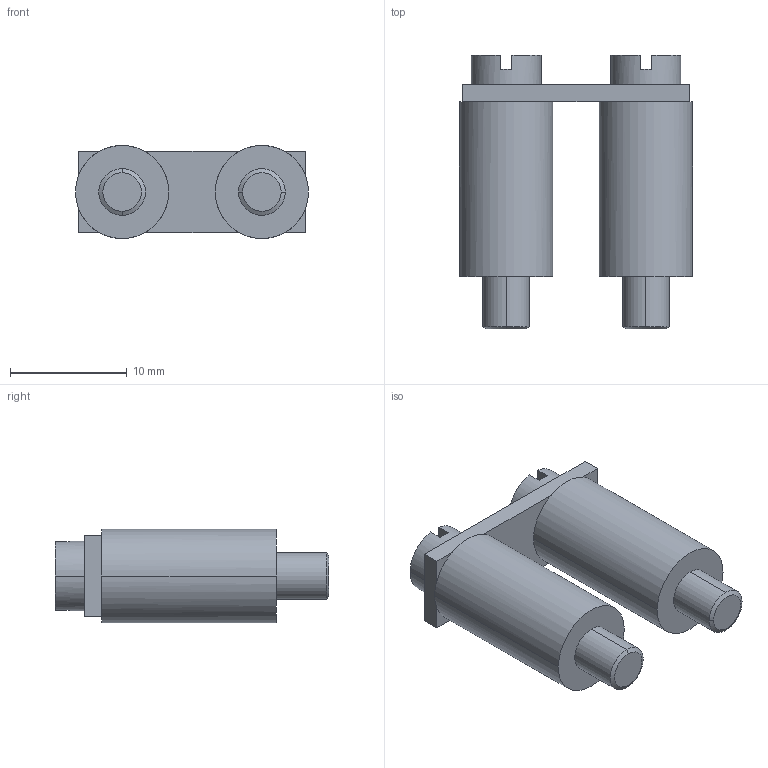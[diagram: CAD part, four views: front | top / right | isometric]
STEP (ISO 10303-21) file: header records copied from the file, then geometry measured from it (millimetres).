
FILE_DESCRIPTION((''),'2;1');
FILE_NAME('POF53_ASM','2022-09-21T13:54:02',('klemen.sitar'),('Audax d.o.o.'),'CREO PARAMETRIC BY PTC INC, 2021304','CREO PARAMETRIC BY PTC INC, 2021304','');
FILE_SCHEMA(('AP242_MANAGED_MODEL_BASED_3D_ENGINEERING_MIM_LF { 1 0 10303 442 1 1 4 }'));
Length unit declared in the file: millimetre
Products named in the file (2): POF53-10900; POF53_ASM
Assembly tree (1 placements, depth 2):
  POF53_ASM
    POF53-10900
Bounding box: 20 x 23.5 x 8 mm (x, y, z)
Volume: 1952 mm3; surface area: 1345.9 mm2
Topology: 1 solids, 1 shells, 46 faces, 108 edges, 68 vertices
Faces by surface type: plane 30, cylinder 12, cone 4
Entity records: 2297 total; most frequent: DIRECTION 260, CARTESIAN_POINT 230, ORIENTED_EDGE 216, PRESENTATION_STYLE_ASSIGNMENT 157, STYLED_ITEM 157, COLOUR_RGB 145, CURVE_STYLE 110, EDGE_CURVE 108
